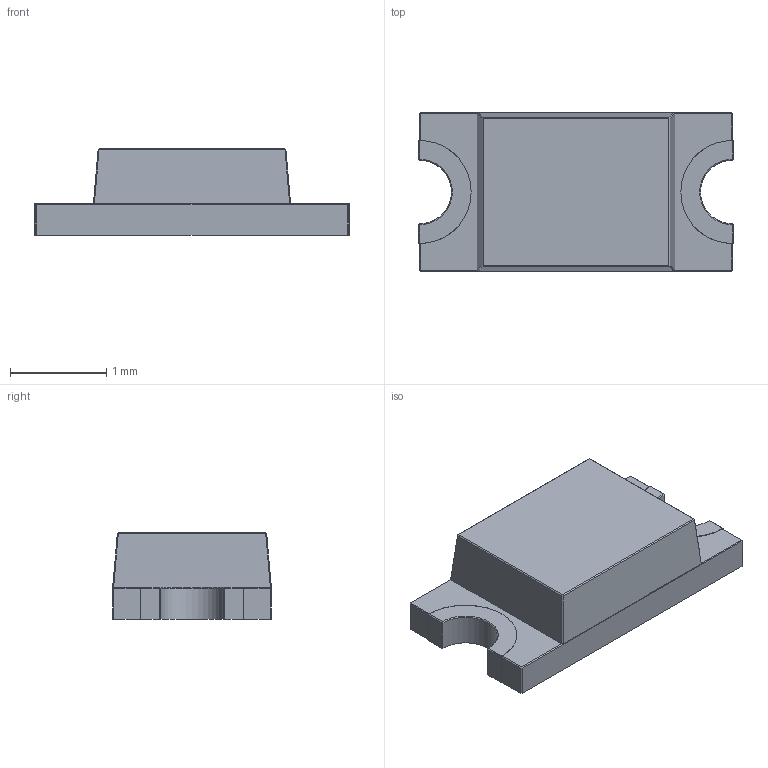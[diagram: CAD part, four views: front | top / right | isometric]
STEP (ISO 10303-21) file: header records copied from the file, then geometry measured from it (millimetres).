
FILE_DESCRIPTION(/* description */ (''),/* implementation_level */ '2;1');
FILE_NAME(/* name */ 'LED_1206_Yellow.stp',/* time_stamp */ '2023-01-03T20:37:31+01:00',/* author */ ('gabri'),/* organization */ (''),/* preprocessor_version */ 'ST-DEVELOPER v19.2',/* originating_system */ 'Autodesk Inventor 2023',/* authorisation */ '');
FILE_SCHEMA (('AUTOMOTIVE_DESIGN { 1 0 10303 214 3 1 1 }'));
Length unit declared in the file: millimetre
Products named in the file (1): LED_1206_Red
Bounding box: 3.27 x 1.65 x 0.9 mm (x, y, z)
Volume: 3.5 mm3; surface area: 24 mm2
Topology: 2 solids, 2 shells, 64 faces, 144 edges, 84 vertices
Faces by surface type: plane 58, cylinder 4, cone 2
Entity records: 1841 total; most frequent: DIRECTION 296, CARTESIAN_POINT 293, ORIENTED_EDGE 288, EDGE_CURVE 144, LINE 122, VECTOR 122, AXIS2_PLACEMENT_3D 87, VERTEX_POINT 84
